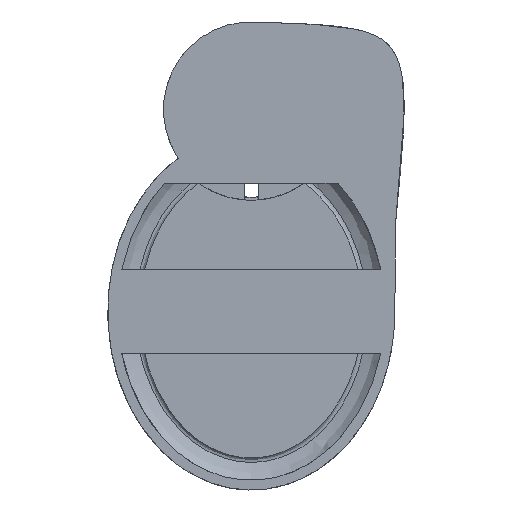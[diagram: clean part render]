
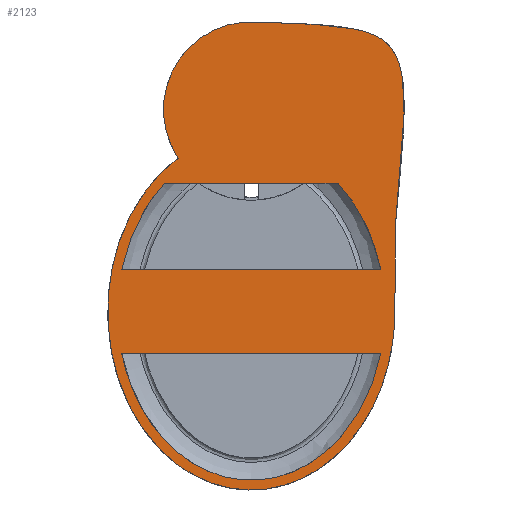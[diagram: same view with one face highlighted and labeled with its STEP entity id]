
A CAD part, front view. The second image highlights one B-rep face of the part: STEP entity #2123.
In plain terms, the highlighted planar face has unit normal (0, -1, 0).
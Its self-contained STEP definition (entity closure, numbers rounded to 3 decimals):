
#24=FACE_BOUND('',#711,.T.);
#25=FACE_BOUND('',#712,.T.);
#159=LINE('',#5067,#352);
#169=LINE('',#5329,#362);
#170=LINE('',#5332,#363);
#171=LINE('',#5336,#364);
#352=VECTOR('',#2635,10.);
#362=VECTOR('',#2665,10.);
#363=VECTOR('',#2668,10.);
#364=VECTOR('',#2671,10.);
#459=ELLIPSE('',#2287,121.,96.);
#460=ELLIPSE('',#2288,121.,96.);
#461=ELLIPSE('',#2289,121.,96.);
#502=PLANE('',#2286);
#597=FACE_OUTER_BOUND('',#710,.T.);
#710=EDGE_LOOP('',(#1780,#1781,#1782,#1783));
#711=EDGE_LOOP('',(#1784,#1785,#1786,#1787));
#712=EDGE_LOOP('',(#1788,#1789));
#792=CIRCLE('',#2280,63.);
#836=B_SPLINE_CURVE_WITH_KNOTS('',3,(#3581,#3582,#3583,#3584),
 .UNSPECIFIED.,.F.,.F.,(4,4),(1.,1.987),.UNSPECIFIED.);
#868=B_SPLINE_CURVE_WITH_KNOTS('',3,(#5255,#5256,#5257,#5258,#5259,#5260,
#5261,#5262,#5263,#5264,#5265,#5266,#5267,#5268,#5269,#5270,#5271,#5272,
#5273,#5274,#5275,#5276,#5277,#5278,#5279,#5280,#5281,#5282,#5283,#5284,
#5285,#5286,#5287,#5288,#5289,#5290,#5291,#5292,#5293,#5294,#5295,#5296,
#5297,#5298,#5299,#5300,#5301,#5302,#5303,#5304,#5305,#5306,#5307,#5308,
#5309,#5310,#5311,#5312,#5313,#5314,#5315,#5316,#5317,#5318,#5319,#5320,
#5321,#5322,#5323,#5324),.UNSPECIFIED.,.F.,.F.,(4,1,1,1,1,1,1,1,1,1,1,1,
1,1,1,1,1,1,1,1,1,1,1,1,1,1,1,1,1,1,1,1,1,1,1,1,1,1,1,1,1,1,1,1,1,1,1,1,
1,1,1,1,1,1,1,1,1,1,1,1,1,1,1,1,1,1,1,4),(-8.893,-8.784,
-8.675,-8.621,-8.512,-8.458,-8.349,
-8.295,-8.186,-8.132,-8.023,
-7.969,-7.86,-7.806,-7.697,-7.642,
-7.534,-7.479,-7.371,-7.316,
-7.207,-7.153,-7.044,-6.99,
-6.908,-6.881,-6.827,-6.8,
-6.745,-6.718,-6.664,-6.637,
-6.582,-6.555,-6.501,-6.473,
-6.419,-6.392,-6.338,-6.31,
-6.256,-6.229,-6.174,-6.147,
-6.093,-6.066,-6.011,-5.984,
-5.93,-5.903,-5.848,-5.821,
-5.767,-5.739,-5.685,-5.658,
-5.576,-5.522,-5.413,-5.359,
-5.25,-5.196,-5.087,-5.033,
-4.924,-4.87,-4.761,-4.721),
 .UNSPECIFIED.);
#971=VERTEX_POINT('',#3573);
#972=VERTEX_POINT('',#3580);
#1023=VERTEX_POINT('',#5066);
#1024=VERTEX_POINT('',#5079);
#1035=VERTEX_POINT('',#5325);
#1036=VERTEX_POINT('',#5326);
#1037=VERTEX_POINT('',#5328);
#1038=VERTEX_POINT('',#5330);
#1039=VERTEX_POINT('',#5333);
#1040=VERTEX_POINT('',#5334);
#1214=EDGE_CURVE('',#972,#971,#836,.T.);
#1295=EDGE_CURVE('',#1023,#972,#159,.T.);
#1300=EDGE_CURVE('',#971,#1024,#792,.T.);
#1313=EDGE_CURVE('',#1024,#1023,#868,.T.);
#1314=EDGE_CURVE('',#1035,#1036,#459,.T.);
#1315=EDGE_CURVE('',#1036,#1037,#169,.T.);
#1316=EDGE_CURVE('',#1037,#1038,#460,.T.);
#1317=EDGE_CURVE('',#1038,#1035,#170,.T.);
#1318=EDGE_CURVE('',#1039,#1040,#461,.T.);
#1319=EDGE_CURVE('',#1040,#1039,#171,.T.);
#1780=ORIENTED_EDGE('',*,*,#1300,.T.);
#1781=ORIENTED_EDGE('',*,*,#1313,.T.);
#1782=ORIENTED_EDGE('',*,*,#1295,.T.);
#1783=ORIENTED_EDGE('',*,*,#1214,.T.);
#1784=ORIENTED_EDGE('',*,*,#1314,.T.);
#1785=ORIENTED_EDGE('',*,*,#1315,.T.);
#1786=ORIENTED_EDGE('',*,*,#1316,.T.);
#1787=ORIENTED_EDGE('',*,*,#1317,.T.);
#1788=ORIENTED_EDGE('',*,*,#1318,.T.);
#1789=ORIENTED_EDGE('',*,*,#1319,.T.);
#2123=ADVANCED_FACE('',(#597,#24,#25),#502,.F.);
#2280=AXIS2_PLACEMENT_3D('',#5080,#2643,#2644);
#2286=AXIS2_PLACEMENT_3D('',#5254,#2661,#2662);
#2287=AXIS2_PLACEMENT_3D('',#5327,#2663,#2664);
#2288=AXIS2_PLACEMENT_3D('',#5331,#2666,#2667);
#2289=AXIS2_PLACEMENT_3D('',#5335,#2669,#2670);
#2635=DIRECTION('',(0.008,0.,1.));
#2643=DIRECTION('center_axis',(0.,-1.,0.));
#2644=DIRECTION('ref_axis',(-0.833,0.,-0.553));
#2661=DIRECTION('center_axis',(0.,1.,0.));
#2662=DIRECTION('ref_axis',(0.,0.,1.));
#2663=DIRECTION('center_axis',(0.,1.,0.));
#2664=DIRECTION('ref_axis',(0.,0.,-1.));
#2665=DIRECTION('',(-1.,0.,0.));
#2666=DIRECTION('center_axis',(0.,1.,0.));
#2667=DIRECTION('ref_axis',(0.,0.,-1.));
#2668=DIRECTION('',(1.,0.,0.));
#2669=DIRECTION('center_axis',(0.,1.,0.));
#2670=DIRECTION('ref_axis',(0.,0.,-1.));
#2671=DIRECTION('',(1.,0.,0.));
#3573=CARTESIAN_POINT('',(4.472,-5.,62.841));
#3580=CARTESIAN_POINT('',(103.505,-5.,-82.018));
#3581=CARTESIAN_POINT('Ctrl Pts',(103.505,-5.,-82.018));
#3582=CARTESIAN_POINT('Ctrl Pts',(117.23,-5.,61.132));
#3583=CARTESIAN_POINT('Ctrl Pts',(117.26,-5.,58.87));
#3584=CARTESIAN_POINT('Ctrl Pts',(4.472,-5.,62.841));
#5066=CARTESIAN_POINT('',(102.996,-5.,-146.093));
#5067=CARTESIAN_POINT('',(102.996,-5.,-146.093));
#5079=CARTESIAN_POINT('',(-52.486,-5.,-34.846));
#5080=CARTESIAN_POINT('Origin',(0.,-5.,0.));
#5254=CARTESIAN_POINT('Origin',(0.,-5.,-105.008));
#5255=CARTESIAN_POINT('Ctrl Pts',(-52.486,-5.,-34.846));
#5256=CARTESIAN_POINT('Ctrl Pts',(-55.706,-5.,-37.214));
#5257=CARTESIAN_POINT('Ctrl Pts',(-61.932,-5.,-42.383));
#5258=CARTESIAN_POINT('Ctrl Pts',(-69.094,-5.,-49.846));
#5259=CARTESIAN_POINT('Ctrl Pts',(-75.729,-5.,-57.994));
#5260=CARTESIAN_POINT('Ctrl Pts',(-80.593,-5.,-65.029));
#5261=CARTESIAN_POINT('Ctrl Pts',(-86.069,-5.,-74.392));
#5262=CARTESIAN_POINT('Ctrl Pts',(-89.946,-5.,-82.303));
#5263=CARTESIAN_POINT('Ctrl Pts',(-94.124,-5.,-92.634));
#5264=CARTESIAN_POINT('Ctrl Pts',(-96.918,-5.,-101.214));
#5265=CARTESIAN_POINT('Ctrl Pts',(-99.695,-5.,-112.24));
#5266=CARTESIAN_POINT('Ctrl Pts',(-101.335,-5.,-121.264));
#5267=CARTESIAN_POINT('Ctrl Pts',(-102.642,-5.,-132.699));
#5268=CARTESIAN_POINT('Ctrl Pts',(-103.088,-5.,-141.932));
#5269=CARTESIAN_POINT('Ctrl Pts',(-102.892,-5.,-153.478));
#5270=CARTESIAN_POINT('Ctrl Pts',(-102.132,-5.,-162.679));
#5271=CARTESIAN_POINT('Ctrl Pts',(-100.438,-5.,-174.037));
#5272=CARTESIAN_POINT('Ctrl Pts',(-98.493,-5.,-182.967));
#5273=CARTESIAN_POINT('Ctrl Pts',(-95.343,-5.,-193.839));
#5274=CARTESIAN_POINT('Ctrl Pts',(-92.259,-5.,-202.267));
#5275=CARTESIAN_POINT('Ctrl Pts',(-87.732,-5.,-212.37));
#5276=CARTESIAN_POINT('Ctrl Pts',(-83.587,-5.,-220.073));
#5277=CARTESIAN_POINT('Ctrl Pts',(-77.796,-5.,-229.142));
#5278=CARTESIAN_POINT('Ctrl Pts',(-72.694,-5.,-235.918));
#5279=CARTESIAN_POINT('Ctrl Pts',(-66.474,-5.,-242.932));
#5280=CARTESIAN_POINT('Ctrl Pts',(-62.075,-5.,-247.252));
#5281=CARTESIAN_POINT('Ctrl Pts',(-57.494,-5.,-251.269));
#5282=CARTESIAN_POINT('Ctrl Pts',(-54.352,-5.,-253.791));
#5283=CARTESIAN_POINT('Ctrl Pts',(-50.323,-5.,-256.743));
#5284=CARTESIAN_POINT('Ctrl Pts',(-47.022,-5.,-258.941));
#5285=CARTESIAN_POINT('Ctrl Pts',(-42.807,-5.,-261.476));
#5286=CARTESIAN_POINT('Ctrl Pts',(-39.369,-5.,-263.333));
#5287=CARTESIAN_POINT('Ctrl Pts',(-34.996,-5.,-265.434));
#5288=CARTESIAN_POINT('Ctrl Pts',(-31.443,-5.,-266.937));
#5289=CARTESIAN_POINT('Ctrl Pts',(-26.942,-5.,-268.588));
#5290=CARTESIAN_POINT('Ctrl Pts',(-23.299,-5.,-269.725));
#5291=CARTESIAN_POINT('Ctrl Pts',(-18.7,-5.,-270.913));
#5292=CARTESIAN_POINT('Ctrl Pts',(-14.991,-5.,-271.677));
#5293=CARTESIAN_POINT('Ctrl Pts',(-10.327,-5.,-272.393));
#5294=CARTESIAN_POINT('Ctrl Pts',(-6.578,-5.,-272.776));
#5295=CARTESIAN_POINT('Ctrl Pts',(-1.881,-5.,-273.016));
#5296=CARTESIAN_POINT('Ctrl Pts',(1.881,-5.,-273.016));
#5297=CARTESIAN_POINT('Ctrl Pts',(6.578,-5.,-272.776));
#5298=CARTESIAN_POINT('Ctrl Pts',(10.327,-5.,-272.393));
#5299=CARTESIAN_POINT('Ctrl Pts',(14.991,-5.,-271.677));
#5300=CARTESIAN_POINT('Ctrl Pts',(18.7,-5.,-270.913));
#5301=CARTESIAN_POINT('Ctrl Pts',(23.299,-5.,-269.725));
#5302=CARTESIAN_POINT('Ctrl Pts',(26.942,-5.,-268.588));
#5303=CARTESIAN_POINT('Ctrl Pts',(31.443,-5.,-266.937));
#5304=CARTESIAN_POINT('Ctrl Pts',(34.996,-5.,-265.434));
#5305=CARTESIAN_POINT('Ctrl Pts',(39.369,-5.,-263.333));
#5306=CARTESIAN_POINT('Ctrl Pts',(42.807,-5.,-261.476));
#5307=CARTESIAN_POINT('Ctrl Pts',(47.022,-5.,-258.941));
#5308=CARTESIAN_POINT('Ctrl Pts',(50.323,-5.,-256.743));
#5309=CARTESIAN_POINT('Ctrl Pts',(54.352,-5.,-253.791));
#5310=CARTESIAN_POINT('Ctrl Pts',(57.494,-5.,-251.269));
#5311=CARTESIAN_POINT('Ctrl Pts',(62.075,-5.,-247.252));
#5312=CARTESIAN_POINT('Ctrl Pts',(66.474,-5.,-242.932));
#5313=CARTESIAN_POINT('Ctrl Pts',(72.694,-5.,-235.918));
#5314=CARTESIAN_POINT('Ctrl Pts',(77.796,-5.,-229.142));
#5315=CARTESIAN_POINT('Ctrl Pts',(83.587,-5.,-220.073));
#5316=CARTESIAN_POINT('Ctrl Pts',(87.732,-5.,-212.37));
#5317=CARTESIAN_POINT('Ctrl Pts',(92.259,-5.,-202.267));
#5318=CARTESIAN_POINT('Ctrl Pts',(95.343,-5.,-193.839));
#5319=CARTESIAN_POINT('Ctrl Pts',(98.493,-5.,-182.967));
#5320=CARTESIAN_POINT('Ctrl Pts',(100.438,-5.,-174.037));
#5321=CARTESIAN_POINT('Ctrl Pts',(102.132,-5.,-162.679));
#5322=CARTESIAN_POINT('Ctrl Pts',(102.841,-5.,-154.093));
#5323=CARTESIAN_POINT('Ctrl Pts',(102.985,-5.,-147.784));
#5324=CARTESIAN_POINT('Ctrl Pts',(102.996,-5.,-146.093));
#5325=CARTESIAN_POINT('',(62.241,-5.,-52.876));
#5326=CARTESIAN_POINT('',(92.974,-5.,-114.861));
#5327=CARTESIAN_POINT('Origin',(0.,-5.,-145.));
#5328=CARTESIAN_POINT('',(-92.974,-5.,-114.861));
#5329=CARTESIAN_POINT('',(92.974,-5.,-114.861));
#5330=CARTESIAN_POINT('',(-62.241,-5.,-52.876));
#5331=CARTESIAN_POINT('Origin',(0.,-5.,-145.));
#5332=CARTESIAN_POINT('',(-62.241,-5.,-52.876));
#5333=CARTESIAN_POINT('',(92.974,-5.,-175.139));
#5334=CARTESIAN_POINT('',(-92.974,-5.,-175.139));
#5335=CARTESIAN_POINT('Origin',(0.,-5.,-145.));
#5336=CARTESIAN_POINT('',(-92.974,-5.,-175.139));
